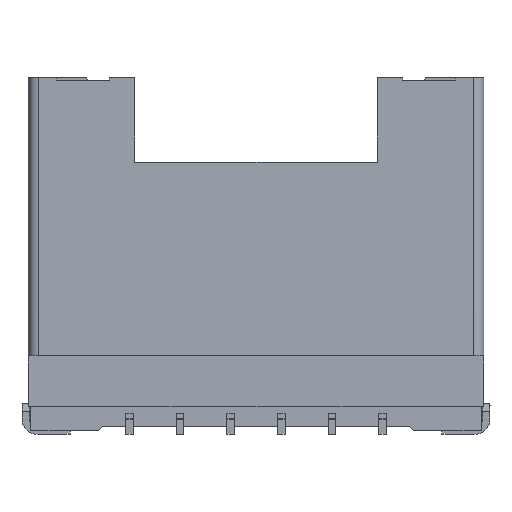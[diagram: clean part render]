
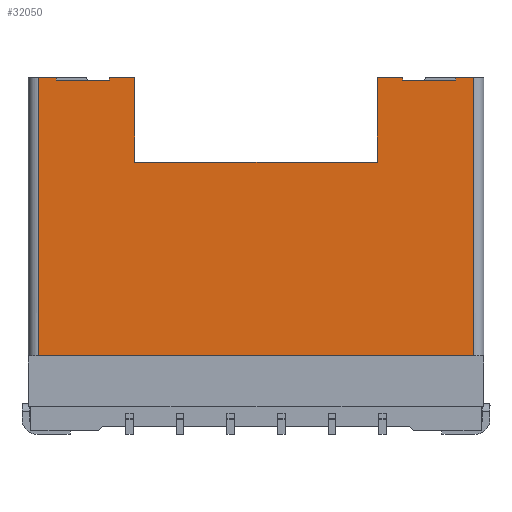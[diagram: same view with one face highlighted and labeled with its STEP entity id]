
A CAD part, left-side view. The second image highlights one B-rep face of the part: STEP entity #32050.
In plain terms, the highlighted planar face has unit normal (-1, 0, 0).
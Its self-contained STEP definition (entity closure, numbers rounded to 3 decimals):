
#1660=CARTESIAN_POINT('',(-36.603,13.735,
130.765));
#1670=VERTEX_POINT('',#1660);
#1700=CARTESIAN_POINT('',(-36.603,54.037,
130.765));
#1710=DIRECTION('',(0.,-1.,0.));
#1720=VECTOR('',#1710,1.);
#1730=LINE('',#1700,#1720);
#1740=CARTESIAN_POINT('',(-36.603,14.085,
130.765));
#1750=VERTEX_POINT('',#1740);
#1760=EDGE_CURVE('',#1750,#1670,#1730,.T.);
#3750=CARTESIAN_POINT('',(-36.603,5.835,
130.765));
#3760=VERTEX_POINT('',#3750);
#3810=CARTESIAN_POINT('',(-36.603,5.835,
127.215));
#3820=DIRECTION('',(0.,0.,1.));
#3830=VECTOR('',#3820,1.);
#3840=LINE('',#3810,#3830);
#3850=CARTESIAN_POINT('',(-36.603,5.835,
130.715));
#3860=VERTEX_POINT('',#3850);
#3870=EDGE_CURVE('',#3860,#3760,#3840,.T.);
#13320=CARTESIAN_POINT('',(-36.603,5.485,
130.765));
#13330=VERTEX_POINT('',#13320);
#13360=CARTESIAN_POINT('',(-36.603,54.037,
130.765));
#13370=DIRECTION('',(0.,-1.,0.));
#13380=VECTOR('',#13370,1.);
#13390=LINE('',#13360,#13380);
#13400=EDGE_CURVE('',#3760,#13330,#13390,.T.);
#17190=CARTESIAN_POINT('',(-36.603,12.685,
130.715));
#17200=VERTEX_POINT('',#17190);
#17230=CARTESIAN_POINT('',(-36.603,54.037,
130.715));
#17240=DIRECTION('',(0.,1.,0.));
#17250=VECTOR('',#17240,1.);
#17260=LINE('',#17230,#17250);
#17270=CARTESIAN_POINT('',(-36.603,13.735,
130.715));
#17280=VERTEX_POINT('',#17270);
#17290=EDGE_CURVE('',#17200,#17280,#17260,.T.);
#22250=CARTESIAN_POINT('',(-36.603,14.085,
127.215));
#22260=DIRECTION('',(0.,0.,-1.));
#22270=VECTOR('',#22260,1.);
#22280=LINE('',#22250,#22270);
#22290=CARTESIAN_POINT('',(-36.603,14.085,
125.265));
#22300=VERTEX_POINT('',#22290);
#22310=EDGE_CURVE('',#1750,#22300,#22280,.T.);
#31110=CARTESIAN_POINT('',(-36.603,7.385,
130.765));
#31120=DIRECTION('',(-1.,0.,0.));
#31130=DIRECTION('',(0.,1.,0.));
#31140=AXIS2_PLACEMENT_3D('',#31110,#31120,#31130);
#31150=PLANE('',#31140);
#31160=CARTESIAN_POINT('',(-36.603,6.885,
130.765));
#31170=DIRECTION('',(0.,0.,-1.));
#31180=VECTOR('',#31170,1.);
#31190=LINE('',#31160,#31180);
#31200=CARTESIAN_POINT('',(-36.603,6.885,
130.765));
#31210=VERTEX_POINT('',#31200);
#31220=CARTESIAN_POINT('',(-36.603,6.885,
130.715));
#31230=VERTEX_POINT('',#31220);
#31240=EDGE_CURVE('',#31210,#31230,#31190,.T.);
#31250=ORIENTED_EDGE('',*,*,#31240,.F.);
#31260=CARTESIAN_POINT('',(-36.603,54.037,
130.715));
#31270=DIRECTION('',(0.,1.,0.));
#31280=VECTOR('',#31270,1.);
#31290=LINE('',#31260,#31280);
#31300=EDGE_CURVE('',#3860,#31230,#31290,.T.);
#31310=ORIENTED_EDGE('',*,*,#31300,.T.);
#31320=ORIENTED_EDGE('',*,*,#3870,.F.);
#31330=ORIENTED_EDGE('',*,*,#13400,.F.);
#31340=CARTESIAN_POINT('',(-36.603,5.485,
127.215));
#31350=DIRECTION('',(0.,0.,-1.));
#31360=VECTOR('',#31350,1.);
#31370=LINE('',#31340,#31360);
#31380=CARTESIAN_POINT('',(-36.603,5.485,
125.265));
#31390=VERTEX_POINT('',#31380);
#31400=EDGE_CURVE('',#13330,#31390,#31370,.T.);
#31410=ORIENTED_EDGE('',*,*,#31400,.F.);
#31420=CARTESIAN_POINT('',(-36.603,54.037,
125.265));
#31430=DIRECTION('',(0.,-1.,0.));
#31440=VECTOR('',#31430,1.);
#31450=LINE('',#31420,#31440);
#31460=EDGE_CURVE('',#22300,#31390,#31450,.T.);
#31470=ORIENTED_EDGE('',*,*,#31460,.T.);
#31480=ORIENTED_EDGE('',*,*,#22310,.T.);
#31490=ORIENTED_EDGE('',*,*,#1760,.F.);
#31500=CARTESIAN_POINT('',(-36.603,13.735,
127.215));
#31510=DIRECTION('',(0.,0.,-1.));
#31520=VECTOR('',#31510,1.);
#31530=LINE('',#31500,#31520);
#31540=EDGE_CURVE('',#1670,#17280,#31530,.T.);
#31550=ORIENTED_EDGE('',*,*,#31540,.F.);
#31560=ORIENTED_EDGE('',*,*,#17290,.T.);
#31570=CARTESIAN_POINT('',(-36.603,12.685,
127.215));
#31580=DIRECTION('',(0.,0.,1.));
#31590=VECTOR('',#31580,1.);
#31600=LINE('',#31570,#31590);
#31610=CARTESIAN_POINT('',(-36.603,12.685,
130.765));
#31620=VERTEX_POINT('',#31610);
#31630=EDGE_CURVE('',#17200,#31620,#31600,.T.);
#31640=ORIENTED_EDGE('',*,*,#31630,.F.);
#31650=CARTESIAN_POINT('',(-36.603,54.037,
130.765));
#31660=DIRECTION('',(0.,-1.,0.));
#31670=VECTOR('',#31660,1.);
#31680=LINE('',#31650,#31670);
#31690=CARTESIAN_POINT('',(-36.603,12.185,
130.765));
#31700=VERTEX_POINT('',#31690);
#31710=EDGE_CURVE('',#31620,#31700,#31680,.T.);
#31720=ORIENTED_EDGE('',*,*,#31710,.F.);
#31730=CARTESIAN_POINT('',(-36.603,12.185,
127.215));
#31740=DIRECTION('',(0.,0.,-1.));
#31750=VECTOR('',#31740,1.);
#31760=LINE('',#31730,#31750);
#31770=CARTESIAN_POINT('',(-36.603,12.185,
129.095));
#31780=VERTEX_POINT('',#31770);
#31790=EDGE_CURVE('',#31700,#31780,#31760,.T.);
#31800=ORIENTED_EDGE('',*,*,#31790,.F.);
#31810=CARTESIAN_POINT('',(-36.603,54.037,
129.095));
#31820=DIRECTION('',(0.,1.,0.));
#31830=VECTOR('',#31820,1.);
#31840=LINE('',#31810,#31830);
#31850=CARTESIAN_POINT('',(-36.603,7.385,
129.095));
#31860=VERTEX_POINT('',#31850);
#31870=EDGE_CURVE('',#31860,#31780,#31840,.T.);
#31880=ORIENTED_EDGE('',*,*,#31870,.T.);
#31890=CARTESIAN_POINT('',(-36.603,7.385,
130.765));
#31900=DIRECTION('',(0.,0.,-1.));
#31910=VECTOR('',#31900,1.);
#31920=LINE('',#31890,#31910);
#31930=CARTESIAN_POINT('',(-36.603,7.385,
130.765));
#31940=VERTEX_POINT('',#31930);
#31950=EDGE_CURVE('',#31940,#31860,#31920,.T.);
#31960=ORIENTED_EDGE('',*,*,#31950,.T.);
#31970=CARTESIAN_POINT('',(-36.603,6.885,
130.765));
#31980=DIRECTION('',(0.,1.,0.));
#31990=VECTOR('',#31980,1.);
#32000=LINE('',#31970,#31990);
#32010=EDGE_CURVE('',#31210,#31940,#32000,.T.);
#32020=ORIENTED_EDGE('',*,*,#32010,.T.);
#32030=EDGE_LOOP('',(#32020,#31960,#31880,#31800,#31720,#31640,#31560,
#31550,#31490,#31480,#31470,#31410,#31330,#31320,#31310,#31250));
#32040=FACE_OUTER_BOUND('',#32030,.T.);
#32050=ADVANCED_FACE('',(#32040),#31150,.T.);
